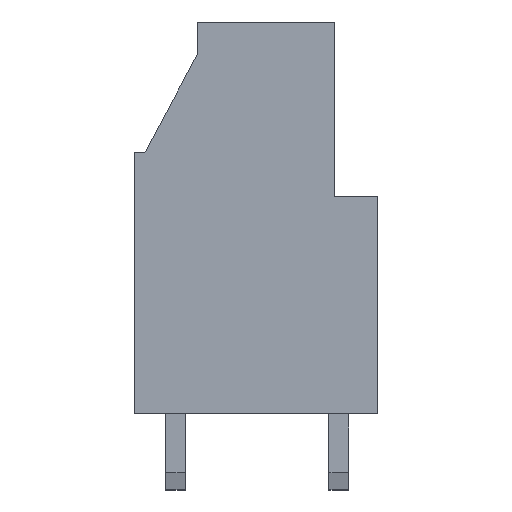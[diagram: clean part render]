
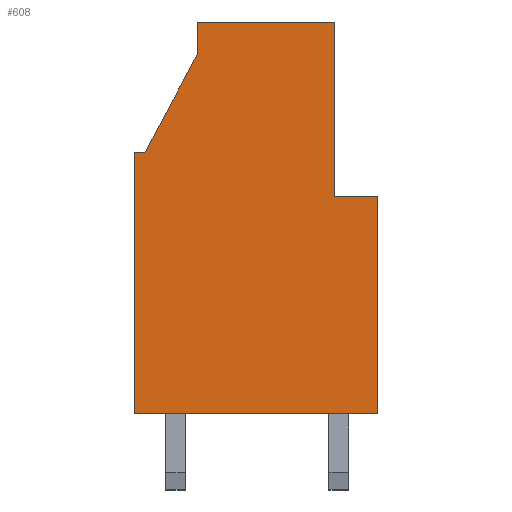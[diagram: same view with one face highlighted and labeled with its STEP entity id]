
A CAD part, front view. The second image highlights one B-rep face of the part: STEP entity #608.
In plain terms, the highlighted planar face has unit normal (0, -1, 0).
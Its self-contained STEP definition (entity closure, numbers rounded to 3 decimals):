
#608 = ADVANCED_FACE( '', ( #1305 ), #1306, .F. );
#1305 = FACE_OUTER_BOUND( '', #2118, .T. );
#1306 = PLANE( '', #2119 );
#2118 = EDGE_LOOP( '', ( #3680, #3681, #3682, #3683, #3684, #3685, #3686, #3687, #3688 ) );
#2119 = AXIS2_PLACEMENT_3D( '', #3689, #3690, #3691 );
#3680 = ORIENTED_EDGE( '', *, *, #5551, .F. );
#3681 = ORIENTED_EDGE( '', *, *, #5403, .T. );
#3682 = ORIENTED_EDGE( '', *, *, #5409, .F. );
#3683 = ORIENTED_EDGE( '', *, *, #5365, .F. );
#3684 = ORIENTED_EDGE( '', *, *, #5470, .F. );
#3685 = ORIENTED_EDGE( '', *, *, #5552, .T. );
#3686 = ORIENTED_EDGE( '', *, *, #5553, .T. );
#3687 = ORIENTED_EDGE( '', *, *, #5376, .T. );
#3688 = ORIENTED_EDGE( '', *, *, #5257, .F. );
#3689 = CARTESIAN_POINT( '', ( 12.134, -2.5, 19.8 ) );
#3690 = DIRECTION( '', ( 0., 1., 0. ) );
#3691 = DIRECTION( '', ( -1., 0., 0. ) );
#5257 = EDGE_CURVE( '', #6460, #6462, #6463, .T. );
#5365 = EDGE_CURVE( '', #6628, #6630, #6631, .T. );
#5376 = EDGE_CURVE( '', #6645, #6462, #6648, .T. );
#5403 = EDGE_CURVE( '', #6693, #6694, #6695, .T. );
#5409 = EDGE_CURVE( '', #6630, #6694, #6703, .T. );
#5470 = EDGE_CURVE( '', #6791, #6628, #6792, .T. );
#5551 = EDGE_CURVE( '', #6693, #6460, #6902, .T. );
#5552 = EDGE_CURVE( '', #6791, #6903, #6904, .T. );
#5553 = EDGE_CURVE( '', #6903, #6645, #6905, .T. );
#6460 = VERTEX_POINT( '', #8135 );
#6462 = VERTEX_POINT( '', #8138 );
#6463 = LINE( '', #8139, #8140 );
#6628 = VERTEX_POINT( '', #8380 );
#6630 = VERTEX_POINT( '', #8383 );
#6631 = LINE( '', #8384, #8385 );
#6645 = VERTEX_POINT( '', #8405 );
#6648 = LINE( '', #8410, #8411 );
#6693 = VERTEX_POINT( '', #8476 );
#6694 = VERTEX_POINT( '', #8477 );
#6695 = LINE( '', #8478, #8479 );
#6703 = LINE( '', #8491, #8492 );
#6791 = VERTEX_POINT( '', #8625 );
#6792 = LINE( '', #8626, #8627 );
#6902 = LINE( '', #8791, #8792 );
#6903 = VERTEX_POINT( '', #8793 );
#6904 = LINE( '', #8794, #8795 );
#6905 = LINE( '', #8796, #8797 );
#8135 = CARTESIAN_POINT( '', ( 9.2, -2.5, 10. ) );
#8138 = CARTESIAN_POINT( '', ( 11.2, -2.5, 10. ) );
#8139 = CARTESIAN_POINT( '', ( 9.038, -2.5, 10. ) );
#8140 = VECTOR( '', #9679, 1000. );
#8380 = CARTESIAN_POINT( '', ( 0.5, -2.5, 12. ) );
#8383 = CARTESIAN_POINT( '', ( 2.9, -2.5, 16.5 ) );
#8384 = CARTESIAN_POINT( '', ( -6.433, -2.5, -1. ) );
#8385 = VECTOR( '', #9774, 1000. );
#8405 = CARTESIAN_POINT( '', ( 11.2, -2.5, 0. ) );
#8410 = CARTESIAN_POINT( '', ( 11.2, -2.5, -1. ) );
#8411 = VECTOR( '', #9783, 1000. );
#8476 = CARTESIAN_POINT( '', ( 9.2, -2.5, 18. ) );
#8477 = CARTESIAN_POINT( '', ( 2.9, -2.5, 18. ) );
#8478 = CARTESIAN_POINT( '', ( 5.35, -2.5, 18. ) );
#8479 = VECTOR( '', #9804, 1000. );
#8491 = CARTESIAN_POINT( '', ( 2.9, -2.5, -1. ) );
#8492 = VECTOR( '', #9809, 1000. );
#8625 = CARTESIAN_POINT( '', ( 0., -2.5, 12. ) );
#8626 = CARTESIAN_POINT( '', ( 5.35, -2.5, 12. ) );
#8627 = VECTOR( '', #9855, 1000. );
#8791 = CARTESIAN_POINT( '', ( 9.2, -2.5, 18. ) );
#8792 = VECTOR( '', #9919, 1000. );
#8793 = CARTESIAN_POINT( '', ( 0., -2.5, 0. ) );
#8794 = CARTESIAN_POINT( '', ( 0., -2.5, -1. ) );
#8795 = VECTOR( '', #9920, 1000. );
#8796 = CARTESIAN_POINT( '', ( 5.35, -2.5, 0. ) );
#8797 = VECTOR( '', #9921, 1000. );
#9679 = DIRECTION( '', ( 1., 0., 0. ) );
#9774 = DIRECTION( '', ( 0.471, 0., 0.882 ) );
#9783 = DIRECTION( '', ( 0., 0., 1. ) );
#9804 = DIRECTION( '', ( -1., 0., 0. ) );
#9809 = DIRECTION( '', ( 0., 0., 1. ) );
#9855 = DIRECTION( '', ( 1., 0., 0. ) );
#9919 = DIRECTION( '', ( 0., 0., -1. ) );
#9920 = DIRECTION( '', ( 0., 0., -1. ) );
#9921 = DIRECTION( '', ( 1., 0., 0. ) );
